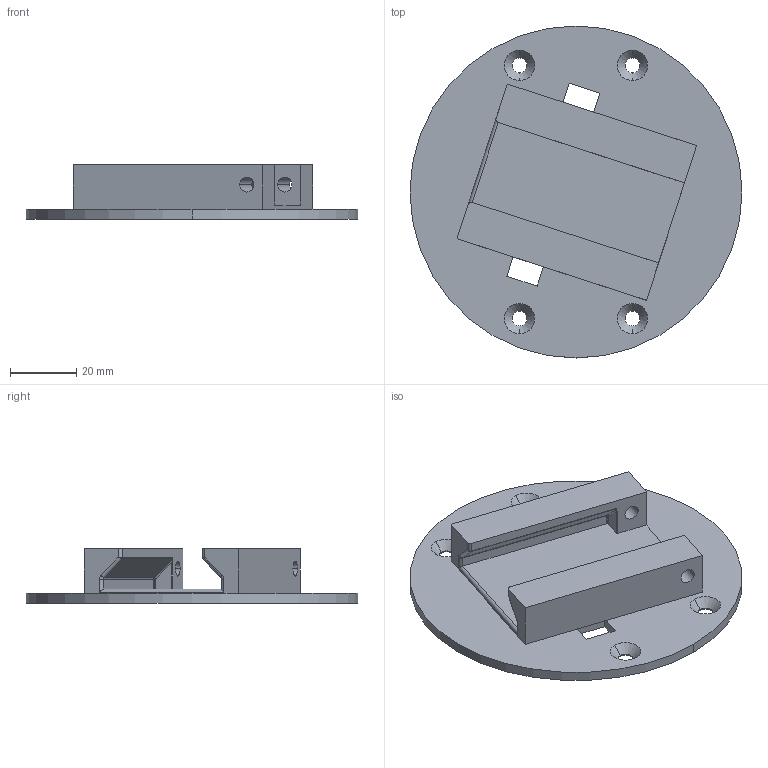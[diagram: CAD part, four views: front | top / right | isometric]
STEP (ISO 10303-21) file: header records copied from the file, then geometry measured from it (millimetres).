
FILE_DESCRIPTION (( 'STEP AP203' ), '1' );
FILE_NAME ('a4_coupling_t.STEP', '2015-02-28T01:11:49', ( '' ), ( '' ), 'SwSTEP 2.0', 'SolidWorks 2013', '' );
FILE_SCHEMA (( 'CONFIG_CONTROL_DESIGN' ));
Length unit declared in the file: millimetre
Products named in the file (1): a4_coupling_t
Bounding box: 100 x 100 x 16.5 mm (x, y, z)
Volume: 39344.8 mm3; surface area: 27266.9 mm2
Topology: 2 solids, 2 shells, 91 faces, 235 edges, 146 vertices
Faces by surface type: plane 42, cylinder 33, cone 8, bspline 4, sphere 2, torus 2
Entity records: 2918 total; most frequent: CARTESIAN_POINT 595, ORIENTED_EDGE 466, DIRECTION 463, EDGE_CURVE 233, LINE 155, VECTOR 155, AXIS2_PLACEMENT_3D 154, VERTEX_POINT 146
